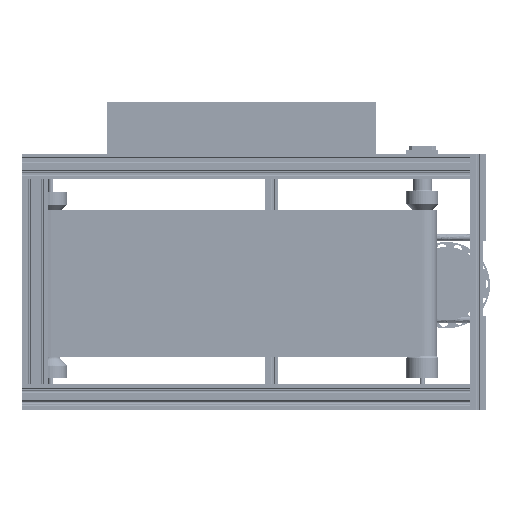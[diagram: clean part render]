
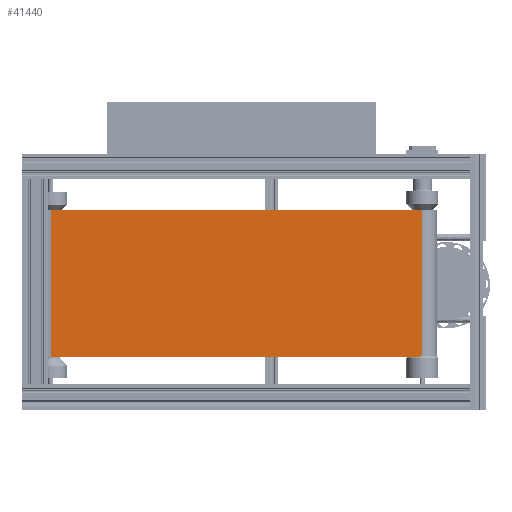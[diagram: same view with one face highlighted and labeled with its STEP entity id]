
A CAD part, front view. The second image highlights one B-rep face of the part: STEP entity #41440.
In plain terms, the highlighted free-form (B-spline) face has degree [1, 1] with [2, 2] control points.
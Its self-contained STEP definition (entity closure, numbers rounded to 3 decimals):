
#41245 = VERTEX_POINT('',#41246);
#41246 = CARTESIAN_POINT('',(193.819,72.959,
    10.166));
#41260 = VERTEX_POINT('',#41261);
#41261 = CARTESIAN_POINT('',(193.819,72.959,
    204.945));
#41267 = EDGE_CURVE('',#41245,#41260,#41268,.T.);
#41268 = B_SPLINE_CURVE_WITH_KNOTS('',1,(#41269,#41270),.UNSPECIFIED.,
  .F.,.F.,(2,2),(-0.,228.5),.PIECEWISE_BEZIER_KNOTS.);
#41269 = CARTESIAN_POINT('',(193.819,72.959,
    10.166));
#41270 = CARTESIAN_POINT('',(193.819,72.959,
    204.945));
#41291 = EDGE_CURVE('',#41245,#41292,#41294,.T.);
#41292 = VERTEX_POINT('',#41293);
#41293 = CARTESIAN_POINT('',(-300.586,72.959,
    10.166));
#41294 = B_SPLINE_CURVE_WITH_KNOTS('',1,(#41295,#41296),.UNSPECIFIED.,
  .F.,.F.,(2,2),(0.,580.),
  .PIECEWISE_BEZIER_KNOTS.);
#41295 = CARTESIAN_POINT('',(193.819,72.959,
    10.166));
#41296 = CARTESIAN_POINT('',(-300.586,72.959,
    10.166));
#41370 = VERTEX_POINT('',#41371);
#41371 = CARTESIAN_POINT('',(-300.586,72.959,
    204.945));
#41379 = EDGE_CURVE('',#41260,#41370,#41380,.T.);
#41380 = B_SPLINE_CURVE_WITH_KNOTS('',1,(#41381,#41382),.UNSPECIFIED.,
  .F.,.F.,(2,2),(0.,580.),
  .PIECEWISE_BEZIER_KNOTS.);
#41381 = CARTESIAN_POINT('',(193.819,72.959,
    204.945));
#41382 = CARTESIAN_POINT('',(-300.586,72.959,
    204.945));
#41440 = ADVANCED_FACE('',(#41441),#41451,.F.);
#41441 = FACE_BOUND('',#41442,.T.);
#41442 = EDGE_LOOP('',(#41443,#41444,#41449,#41450));
#41443 = ORIENTED_EDGE('',*,*,#41379,.T.);
#41444 = ORIENTED_EDGE('',*,*,#41445,.F.);
#41445 = EDGE_CURVE('',#41292,#41370,#41446,.T.);
#41446 = B_SPLINE_CURVE_WITH_KNOTS('',1,(#41447,#41448),.UNSPECIFIED.,
  .F.,.F.,(2,2),(-0.,228.5),.PIECEWISE_BEZIER_KNOTS.);
#41447 = CARTESIAN_POINT('',(-300.586,72.959,
    10.166));
#41448 = CARTESIAN_POINT('',(-300.586,72.959,
    204.945));
#41449 = ORIENTED_EDGE('',*,*,#41291,.F.);
#41450 = ORIENTED_EDGE('',*,*,#41267,.T.);
#41451 = B_SPLINE_SURFACE_WITH_KNOTS('',1,1,(
    (#41452,#41453)
    ,(#41454,#41455
  )),.UNSPECIFIED.,.F.,.F.,.F.,(2,2),(2,2),(-228.5,0.),(
    0.,580.),.PIECEWISE_BEZIER_KNOTS.);
#41452 = CARTESIAN_POINT('',(193.819,72.959,
    204.945));
#41453 = CARTESIAN_POINT('',(-300.586,72.959,
    204.945));
#41454 = CARTESIAN_POINT('',(193.819,72.959,
    10.166));
#41455 = CARTESIAN_POINT('',(-300.586,72.959,
    10.166));
